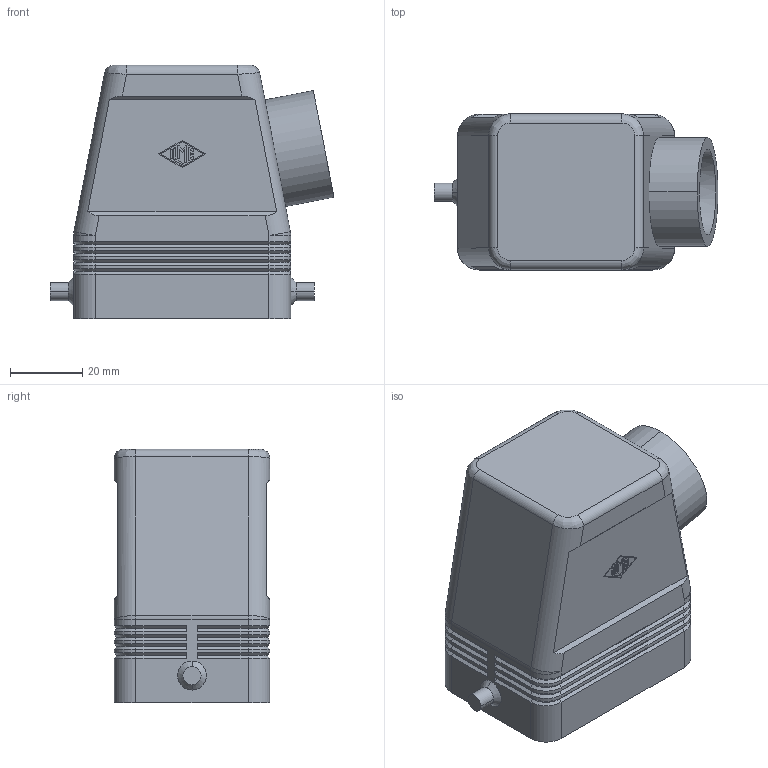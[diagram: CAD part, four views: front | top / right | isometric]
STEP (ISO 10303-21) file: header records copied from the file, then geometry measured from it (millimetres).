
FILE_DESCRIPTION(('Creo Elements/Direct Modeling STEP Export'),'2;1');
FILE_NAME('CAOT_06_5_L_34_NPT.stp','2012-12-17T11:55:48',(''),(''),'Creo Elements/Direct Modeling STEP processor for AP214 (Solid Model)','Creo Elements/Direct Modeling 18.0B 02-Dec-2011 (C) Parametric Technology GmbH','');
FILE_SCHEMA(('AUTOMOTIVE_DESIGN { 1 0 10303 214 1 1 1 1 }'));
Length unit declared in the file: millimetre
Products named in the file (1): MSBO6649
Bounding box: 78.45 x 43 x 70 mm (x, y, z)
Volume: 58222.3 mm3; surface area: 30397.5 mm2
Topology: 1 solids, 1 shells, 325 faces, 804 edges, 491 vertices
Faces by surface type: plane 177, cylinder 94, cone 46, bspline 4, sphere 4
Entity records: 11976 total; most frequent: CARTESIAN_POINT 1888, ORIENTED_EDGE 1592, DIRECTION 1513, EDGE_CURVE 796, VECTOR 543, LINE 543, VERTEX_POINT 491, AXIS2_PLACEMENT_3D 485
